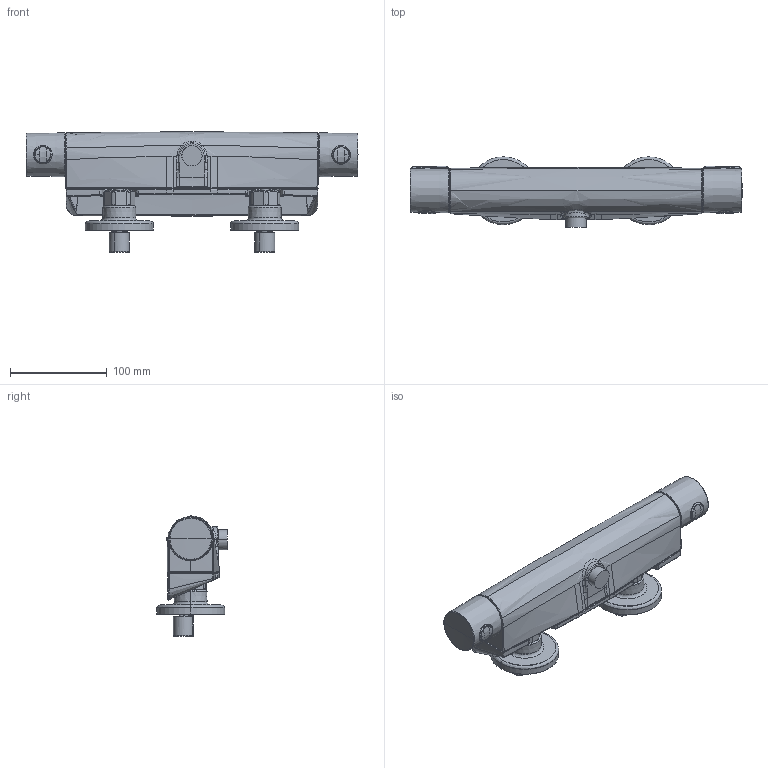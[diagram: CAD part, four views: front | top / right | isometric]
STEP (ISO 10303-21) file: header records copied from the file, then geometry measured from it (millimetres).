
FILE_DESCRIPTION (( 'STEP AP203' ), '1' );
FILE_NAME ('6514020133(2023).STEP', '2023-11-21T10:34:07', ( '' ), ( '' ), 'SwSTEP 2.0', 'SolidWorks 2016', '' );
FILE_SCHEMA (( 'CONFIG_CONTROL_DESIGN' ));
Length unit declared in the file: millimetre
Products named in the file (1): 6514020133(2023)
Bounding box: 342.5 x 72.7 x 124.29 mm (x, y, z)
Volume: 921528.7 mm3; surface area: 147836.6 mm2
Topology: 1 solids, 1 shells, 734 faces, 1758 edges, 1029 vertices
Faces by surface type: bspline 434, cylinder 133, plane 89, cone 46, torus 18, sphere 14
Entity records: 46194 total; most frequent: CARTESIAN_POINT 32672, ORIENTED_EDGE 3468, DIRECTION 1777, EDGE_CURVE 1734, VERTEX_POINT 1029, B_SPLINE_CURVE_WITH_KNOTS 932, EDGE_LOOP 765, AXIS2_PLACEMENT_3D 750
